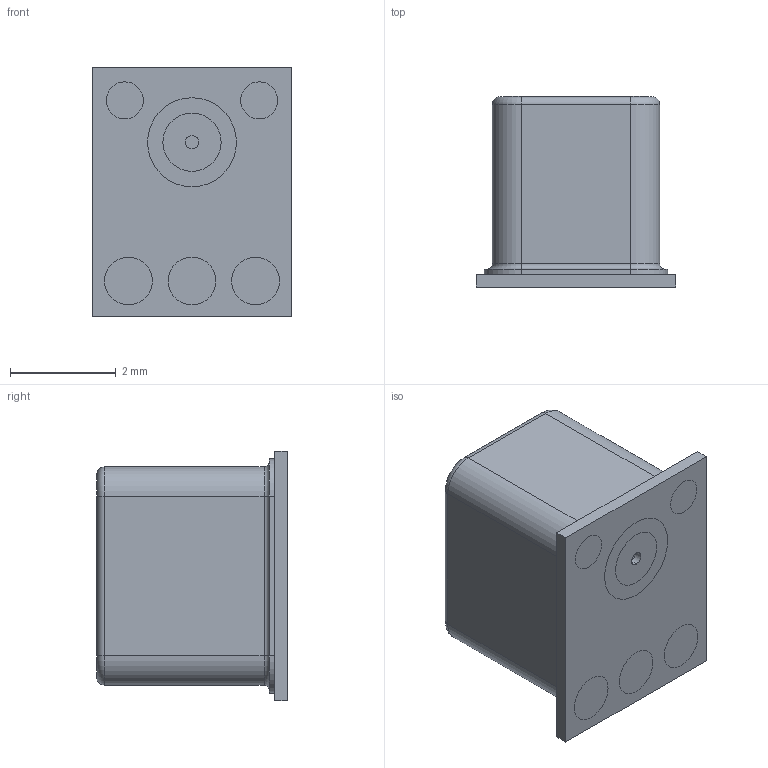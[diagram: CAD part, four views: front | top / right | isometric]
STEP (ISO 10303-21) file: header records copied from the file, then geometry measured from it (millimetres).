
FILE_DESCRIPTION (( 'STEP AP214' ), '1' );
FILE_NAME ('ICS-40300.STEP', '2020-11-11T10:04:37', ( '' ), ( '' ), 'SwSTEP 2.0', 'SolidWorks 2017', '' );
FILE_SCHEMA (( 'AUTOMOTIVE_DESIGN' ));
Length unit declared in the file: millimetre
Products named in the file (1): ICS-40300
Bounding box: 3.76 x 3.6 x 4.72 mm (x, y, z)
Volume: 47.3 mm3; surface area: 130.4 mm2
Topology: 10 solids, 10 shells, 121 faces, 254 edges, 164 vertices
Faces by surface type: cylinder 62, plane 51, torus 8
Entity records: 3395 total; most frequent: DIRECTION 630, CARTESIAN_POINT 540, ORIENTED_EDGE 508, AXIS2_PLACEMENT_3D 254, EDGE_CURVE 254, VERTEX_POINT 164, EDGE_LOOP 136, CIRCLE 132
